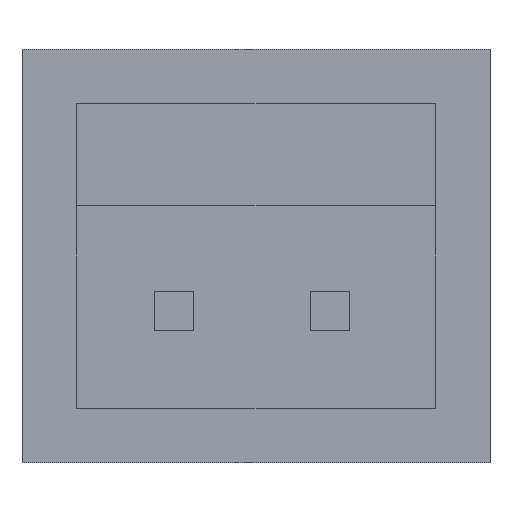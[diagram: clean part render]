
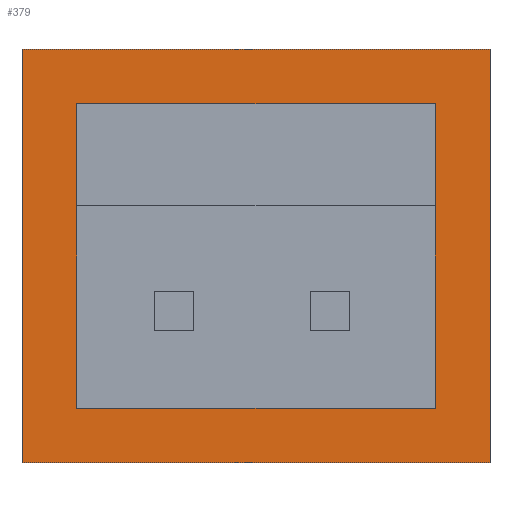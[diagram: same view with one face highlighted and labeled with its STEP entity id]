
A CAD part, front view. The second image highlights one B-rep face of the part: STEP entity #379.
In plain terms, the highlighted planar face has unit normal (0, -1, 0).
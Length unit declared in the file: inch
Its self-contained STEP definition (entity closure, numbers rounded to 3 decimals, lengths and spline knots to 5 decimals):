
#379=ADVANCED_FACE('',(#469,#470),#422,.F.);
#422=PLANE('',#1134);
#469=FACE_BOUND('',#477,.T.);
#470=FACE_BOUND('',#478,.T.);
#477=EDGE_LOOP('',(#543,#544,#545,#546));
#478=EDGE_LOOP('',(#547,#548,#549,#550));
#543=ORIENTED_EDGE('',*,*,#831,.F.);
#544=ORIENTED_EDGE('',*,*,#832,.T.);
#545=ORIENTED_EDGE('',*,*,#833,.T.);
#546=ORIENTED_EDGE('',*,*,#834,.T.);
#547=ORIENTED_EDGE('',*,*,#835,.T.);
#548=ORIENTED_EDGE('',*,*,#836,.F.);
#549=ORIENTED_EDGE('',*,*,#837,.T.);
#550=ORIENTED_EDGE('',*,*,#838,.T.);
#759=VERTEX_POINT('',#1423);
#760=VERTEX_POINT('',#1424);
#761=VERTEX_POINT('',#1426);
#762=VERTEX_POINT('',#1428);
#763=VERTEX_POINT('',#1431);
#764=VERTEX_POINT('',#1432);
#765=VERTEX_POINT('',#1434);
#766=VERTEX_POINT('',#1436);
#831=EDGE_CURVE('',#759,#760,#939,.T.);
#832=EDGE_CURVE('',#759,#761,#940,.T.);
#833=EDGE_CURVE('',#761,#762,#941,.T.);
#834=EDGE_CURVE('',#762,#760,#942,.T.);
#835=EDGE_CURVE('',#763,#764,#943,.T.);
#836=EDGE_CURVE('',#765,#764,#944,.T.);
#837=EDGE_CURVE('',#765,#766,#945,.T.);
#838=EDGE_CURVE('',#766,#763,#946,.T.);
#939=LINE('',#1422,#1047);
#940=LINE('',#1425,#1048);
#941=LINE('',#1427,#1049);
#942=LINE('',#1429,#1050);
#943=LINE('',#1430,#1051);
#944=LINE('',#1433,#1052);
#945=LINE('',#1435,#1053);
#946=LINE('',#1437,#1054);
#1047=VECTOR('',#1205,1.);
#1048=VECTOR('',#1206,1.);
#1049=VECTOR('',#1207,1.);
#1050=VECTOR('',#1208,1.);
#1051=VECTOR('',#1209,1.);
#1052=VECTOR('',#1210,1.);
#1053=VECTOR('',#1211,1.);
#1054=VECTOR('',#1212,1.);
#1134=AXIS2_PLACEMENT_3D('',#1438,#1213,#1214);
#1205=DIRECTION('',(-1.,0.,0.));
#1206=DIRECTION('',(0.,0.,1.));
#1207=DIRECTION('',(-1.,0.,0.));
#1208=DIRECTION('',(0.,0.,-1.));
#1209=DIRECTION('',(0.,0.,1.));
#1210=DIRECTION('',(-1.,0.,0.));
#1211=DIRECTION('',(0.,0.,-1.));
#1212=DIRECTION('',(-1.,0.,0.));
#1213=DIRECTION('',(0.,1.,0.));
#1214=DIRECTION('',(0.,0.,1.));
#1422=CARTESIAN_POINT('',(10.,0.,0.));
#1423=CARTESIAN_POINT('',(0.3,0.,0.));
#1424=CARTESIAN_POINT('',(0.,0.,0.));
#1425=CARTESIAN_POINT('',(0.3,0.,0.));
#1426=CARTESIAN_POINT('',(0.3,0.,0.265));
#1427=CARTESIAN_POINT('',(10.,0.,0.265));
#1428=CARTESIAN_POINT('',(0.,0.,0.265));
#1429=CARTESIAN_POINT('',(0.,0.,0.265));
#1430=CARTESIAN_POINT('',(0.035,0.,0.035));
#1431=CARTESIAN_POINT('',(0.035,0.,0.035));
#1432=CARTESIAN_POINT('',(0.035,0.,0.23));
#1433=CARTESIAN_POINT('',(0.265,0.,0.23));
#1434=CARTESIAN_POINT('',(0.265,0.,0.23));
#1435=CARTESIAN_POINT('',(0.265,0.,0.165));
#1436=CARTESIAN_POINT('',(0.265,0.,0.035));
#1437=CARTESIAN_POINT('',(0.265,0.,0.035));
#1438=CARTESIAN_POINT('',(10.,0.,0.265));
